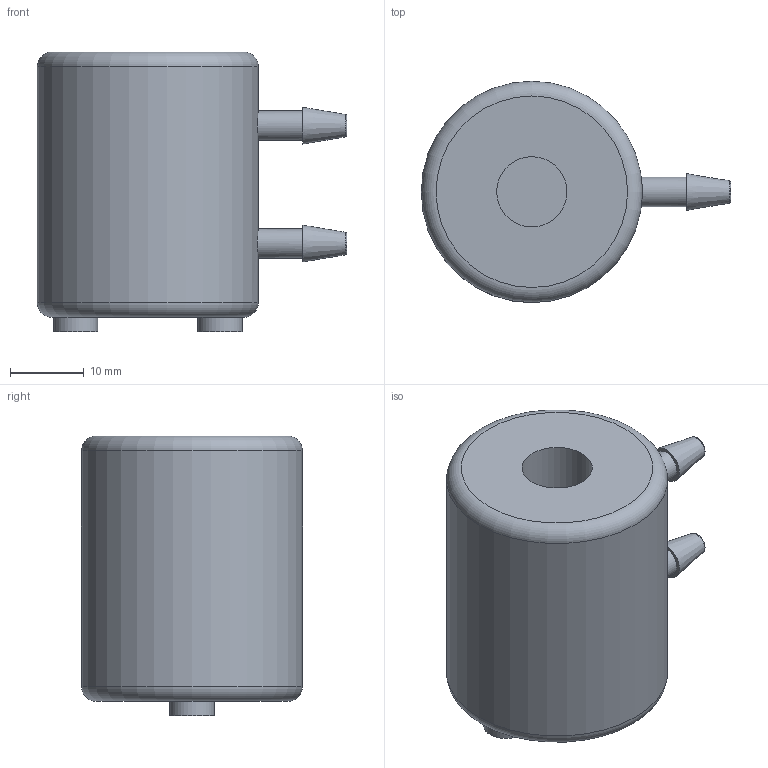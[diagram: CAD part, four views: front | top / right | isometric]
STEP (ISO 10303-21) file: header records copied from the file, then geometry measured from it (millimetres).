
FILE_DESCRIPTION(/* description */ ('STEP AP242','CAx-IF Rec.Pracs.---Representation and Presentation of Product Manufacturing Information (PMI)---4.0---2014-10-13','CAx-IF Rec.Pracs.---3D Tessellated Geometry---0.4---2014-09-14','2;1'),/* implementation_level */ '2;1');
FILE_NAME(/* name */ '66e9b8aa7d475712ef0baaf2',/* time_stamp */ '2024-09-17T17:13:14Z',/* author */ (''),/* organization */ (''),/* preprocessor_version */ 'ST-DEVELOPER v20',/* originating_system */ ' ',/* authorisation */ ' ');
FILE_SCHEMA (('AP242_MANAGED_MODEL_BASED_3D_ENGINEERING_MIM_LF { 1 0 10303 442 1 1 4 }'));
Length unit declared in the file: metre
Products named in the file (1): Cooling Sleeve
Bounding box: 42 x 30 x 38 mm (x, y, z)
Volume: 11393.7 mm3; surface area: 16241.3 mm2
Topology: 1 solids, 1 shells, 187 faces, 537 edges, 342 vertices
Faces by surface type: plane 96, cylinder 78, torus 8, cone 3, bspline 2
Full cylindrical faces by diameter (mm): 1 x8, 1.5 x2, 2 x2, 4 x4, 5 x2, 6 x2, 9.535 x1, 11.035 x1, 20 x1, 23 x1, 27 x1, 30 x1
Entity records: 6115 total; most frequent: CARTESIAN_POINT 1331, DIRECTION 1032, ORIENTED_EDGE 950, EDGE_CURVE 475, AXIS2_PLACEMENT_3D 418, VERTEX_POINT 328, FACE_BOUND 255, EDGE_LOOP 254
